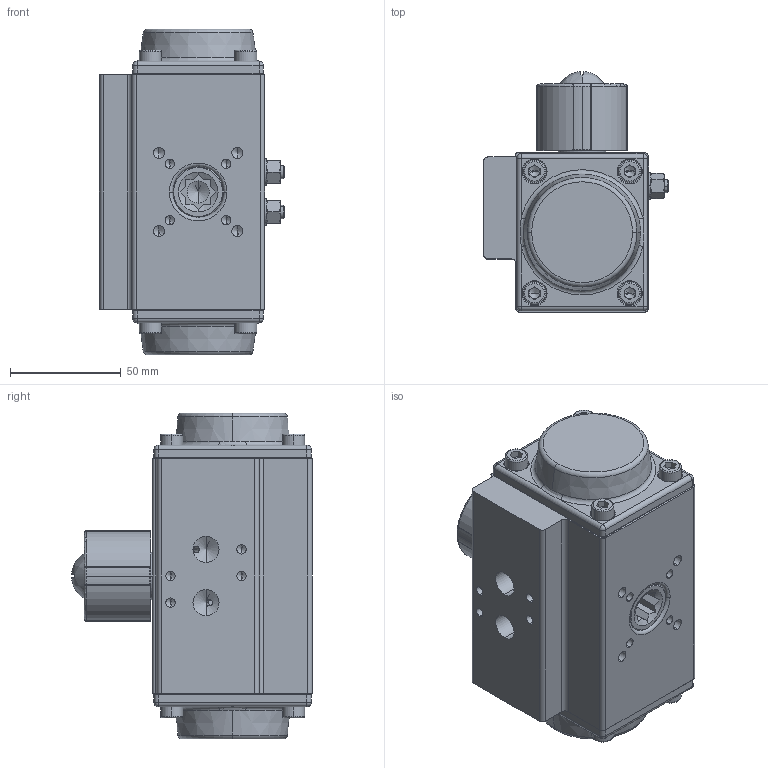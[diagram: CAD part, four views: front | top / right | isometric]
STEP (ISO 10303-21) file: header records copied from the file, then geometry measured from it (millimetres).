
FILE_DESCRIPTION (( 'STEP AP203' ), '1' );
FILE_NAME ('GD-053-090-V11-FG-SA-Doku.step', '2019-01-10T15:57:47', ( '' ), ( '' ), 'SwSTEP 2.0', 'SolidWorks 2018', '' );
FILE_SCHEMA (( 'CONFIG_CONTROL_DESIGN' ));
Products named in the file (1): GD-053-090-V11-FG-SA-Doku
Bounding box: 83.5 x 108.65 x 147 mm (x, y, z)
Volume: 387809.4 mm3; surface area: 131056.9 mm2
Topology: 25 solids, 25 shells, 2494 faces, 5889 edges, 3394 vertices
Faces by surface type: cylinder 771, plane 617, torus 546, bspline 250, cone 156, sphere 154
Entity records: 80672 total; most frequent: CARTESIAN_POINT 24550, DIRECTION 12487, ORIENTED_EDGE 11362, EDGE_CURVE 5681, AXIS2_PLACEMENT_3D 5213, VERTEX_POINT 3344, CIRCLE 2968, EDGE_LOOP 2649
